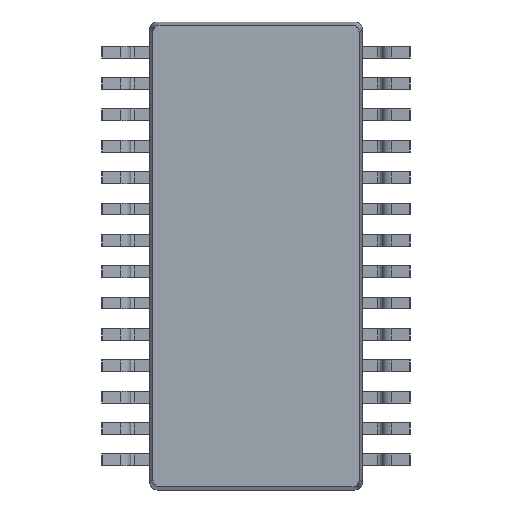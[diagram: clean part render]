
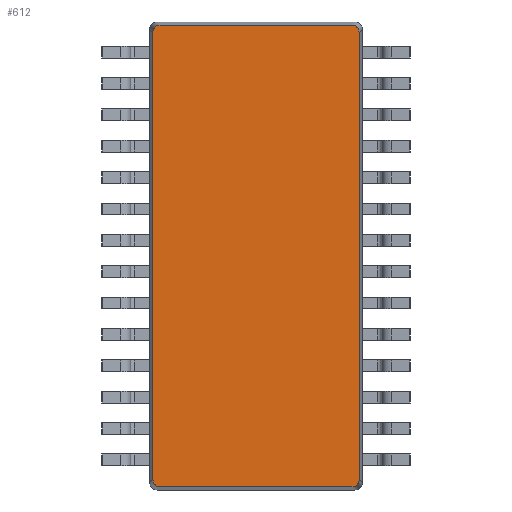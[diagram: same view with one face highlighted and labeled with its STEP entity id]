
A CAD part, front view. The second image highlights one B-rep face of the part: STEP entity #612.
In plain terms, the highlighted planar face has unit normal (0, -1, 0).
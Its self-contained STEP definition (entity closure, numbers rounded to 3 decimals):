
#33 = EDGE_CURVE ( 'NONE', #9729, #7332, #8716, .T. ) ;
#289 = ORIENTED_EDGE ( 'NONE', *, *, #4151, .T. ) ;
#587 = DIRECTION ( 'NONE',  ( 0., 0., -1. ) ) ;
#612 = ADVANCED_FACE ( 'NONE', ( #9165 ), #10119, .T. ) ;
#667 = CARTESIAN_POINT ( 'NONE',  ( -2.136, 0.15, 4.725 ) ) ;
#905 = VERTEX_POINT ( 'NONE', #3451 ) ;
#907 = CARTESIAN_POINT ( 'NONE',  ( 0., 0.15, 0. ) ) ;
#1372 = CARTESIAN_POINT ( 'NONE',  ( -1.988, 0.15, -4.786 ) ) ;
#1563 = CARTESIAN_POINT ( 'NONE',  ( 0., 0.15, -4.786 ) ) ;
#2401 = CARTESIAN_POINT ( 'NONE',  ( -1.988, 0.15, 4.786 ) ) ;
#2481 = EDGE_CURVE ( 'NONE', #905, #10247, #2692, .T. ) ;
#2550 = CARTESIAN_POINT ( 'NONE',  ( -1.988, 0.15, 4.786 ) ) ;
#2692 = LINE ( 'NONE', #1563, #10981 ) ;
#3060 = DIRECTION ( 'NONE',  ( 0., -1., 0. ) ) ;
#3275 = ORIENTED_EDGE ( 'NONE', *, *, #4848, .T. ) ;
#3310 = VERTEX_POINT ( 'NONE', #6474 ) ;
#3451 = CARTESIAN_POINT ( 'NONE',  ( -1.988, 0.15, -4.786 ) ) ;
#3543 = CARTESIAN_POINT ( 'NONE',  ( -2.136, 0.15, 0. ) ) ;
#3675 = DIRECTION ( 'NONE',  ( -1., 0., 0. ) ) ;
#3712 = EDGE_CURVE ( 'NONE', #7853, #10158, #10425, .T. ) ;
#4151 = EDGE_CURVE ( 'NONE', #7332, #10098, #12704, .T. ) ;
#4228 = VECTOR ( 'NONE', #587, 1000. ) ;
#4301 = EDGE_LOOP ( 'NONE', ( #9389, #9105, #11720, #8446, #289, #3275, #9541, #7543 ) ) ;
#4340 = CARTESIAN_POINT ( 'NONE',  ( -2.136, 0.15, -4.638 ) ) ;
#4427 = VECTOR ( 'NONE', #3675, 1000. ) ;
#4510 =( BOUNDED_CURVE ( )  B_SPLINE_CURVE ( 3, ( #13020, #6890, #8977, #5877 ),
 .UNSPECIFIED., .F., .F. ) 
 B_SPLINE_CURVE_WITH_KNOTS ( ( 4, 4 ),
 ( 2.366, 3.917 ),
 .UNSPECIFIED. ) 
 CURVE ( )  GEOMETRIC_REPRESENTATION_ITEM ( )  RATIONAL_B_SPLINE_CURVE ( ( 1., 0.809, 0.809, 1. ) ) 
 REPRESENTATION_ITEM ( '' )  );
#4848 = EDGE_CURVE ( 'NONE', #10098, #905, #13204, .T. ) ;
#5013 = CARTESIAN_POINT ( 'NONE',  ( 2.136, 0.15, -4.638 ) ) ;
#5071 = CARTESIAN_POINT ( 'NONE',  ( 2.136, 0.15, 4.638 ) ) ;
#5442 = CARTESIAN_POINT ( 'NONE',  ( -2.075, 0.15, -4.786 ) ) ;
#5877 = CARTESIAN_POINT ( 'NONE',  ( 2.136, 0.15, -4.638 ) ) ;
#6312 = CARTESIAN_POINT ( 'NONE',  ( 2.136, 0.15, 0. ) ) ;
#6474 = CARTESIAN_POINT ( 'NONE',  ( 1.988, 0.15, 4.786 ) ) ;
#6608 = CARTESIAN_POINT ( 'NONE',  ( -2.136, 0.15, 4.638 ) ) ;
#6727 = EDGE_CURVE ( 'NONE', #10158, #3310, #6909, .T. ) ;
#6890 = CARTESIAN_POINT ( 'NONE',  ( 2.075, 0.15, -4.786 ) ) ;
#6900 = CARTESIAN_POINT ( 'NONE',  ( -2.075, 0.15, 4.786 ) ) ;
#6909 =( BOUNDED_CURVE ( )  B_SPLINE_CURVE ( 3, ( #5071, #8300, #7163, #9316 ),
 .UNSPECIFIED., .F., .T. ) 
 B_SPLINE_CURVE_WITH_KNOTS ( ( 4, 4 ),
 ( 2.366, 3.917 ),
 .UNSPECIFIED. ) 
 CURVE ( )  GEOMETRIC_REPRESENTATION_ITEM ( )  RATIONAL_B_SPLINE_CURVE ( ( 1., 0.809, 0.809, 1. ) ) 
 REPRESENTATION_ITEM ( '' )  );
#7147 = AXIS2_PLACEMENT_3D ( 'NONE', #907, #3060, #11254 ) ;
#7163 = CARTESIAN_POINT ( 'NONE',  ( 2.075, 0.15, 4.786 ) ) ;
#7332 = VERTEX_POINT ( 'NONE', #6608 ) ;
#7543 = ORIENTED_EDGE ( 'NONE', *, *, #10696, .T. ) ;
#7627 = CARTESIAN_POINT ( 'NONE',  ( 0., 0.15, 4.786 ) ) ;
#7673 = CARTESIAN_POINT ( 'NONE',  ( -2.136, 0.15, -4.638 ) ) ;
#7848 = DIRECTION ( 'NONE',  ( 0., 0., 1. ) ) ;
#7853 = VERTEX_POINT ( 'NONE', #5013 ) ;
#8300 = CARTESIAN_POINT ( 'NONE',  ( 2.136, 0.15, 4.725 ) ) ;
#8446 = ORIENTED_EDGE ( 'NONE', *, *, #33, .T. ) ;
#8579 = LINE ( 'NONE', #7627, #4427 ) ;
#8716 =( BOUNDED_CURVE ( )  B_SPLINE_CURVE ( 3, ( #2550, #6900, #667, #12028 ),
 .UNSPECIFIED., .F., .T. ) 
 B_SPLINE_CURVE_WITH_KNOTS ( ( 4, 4 ),
 ( 5.507, 7.059 ),
 .UNSPECIFIED. ) 
 CURVE ( )  GEOMETRIC_REPRESENTATION_ITEM ( )  RATIONAL_B_SPLINE_CURVE ( ( 1., 0.809, 0.809, 1. ) ) 
 REPRESENTATION_ITEM ( '' )  );
#8977 = CARTESIAN_POINT ( 'NONE',  ( 2.136, 0.15, -4.725 ) ) ;
#9105 = ORIENTED_EDGE ( 'NONE', *, *, #6727, .T. ) ;
#9165 = FACE_OUTER_BOUND ( 'NONE', #4301, .T. ) ;
#9316 = CARTESIAN_POINT ( 'NONE',  ( 1.988, 0.15, 4.786 ) ) ;
#9389 = ORIENTED_EDGE ( 'NONE', *, *, #3712, .T. ) ;
#9541 = ORIENTED_EDGE ( 'NONE', *, *, #2481, .T. ) ;
#9692 = CARTESIAN_POINT ( 'NONE',  ( -2.136, 0.15, -4.725 ) ) ;
#9729 = VERTEX_POINT ( 'NONE', #2401 ) ;
#9792 = CARTESIAN_POINT ( 'NONE',  ( 2.136, 0.15, 4.638 ) ) ;
#10098 = VERTEX_POINT ( 'NONE', #4340 ) ;
#10119 = PLANE ( 'NONE',  #7147 ) ;
#10158 = VERTEX_POINT ( 'NONE', #9792 ) ;
#10247 = VERTEX_POINT ( 'NONE', #11156 ) ;
#10425 = LINE ( 'NONE', #6312, #11954 ) ;
#10696 = EDGE_CURVE ( 'NONE', #10247, #7853, #4510, .T. ) ;
#10981 = VECTOR ( 'NONE', #12780, 1000. ) ;
#11156 = CARTESIAN_POINT ( 'NONE',  ( 1.988, 0.15, -4.786 ) ) ;
#11254 = DIRECTION ( 'NONE',  ( 0., 0., -1. ) ) ;
#11720 = ORIENTED_EDGE ( 'NONE', *, *, #11769, .T. ) ;
#11769 = EDGE_CURVE ( 'NONE', #3310, #9729, #8579, .T. ) ;
#11954 = VECTOR ( 'NONE', #7848, 1000. ) ;
#12028 = CARTESIAN_POINT ( 'NONE',  ( -2.136, 0.15, 4.638 ) ) ;
#12704 = LINE ( 'NONE', #3543, #4228 ) ;
#12780 = DIRECTION ( 'NONE',  ( 1., 0., 0. ) ) ;
#13020 = CARTESIAN_POINT ( 'NONE',  ( 1.988, 0.15, -4.786 ) ) ;
#13204 =( BOUNDED_CURVE ( )  B_SPLINE_CURVE ( 3, ( #7673, #9692, #5442, #1372 ),
 .UNSPECIFIED., .F., .T. ) 
 B_SPLINE_CURVE_WITH_KNOTS ( ( 4, 4 ),
 ( 5.507, 7.059 ),
 .UNSPECIFIED. ) 
 CURVE ( )  GEOMETRIC_REPRESENTATION_ITEM ( )  RATIONAL_B_SPLINE_CURVE ( ( 1., 0.809, 0.809, 1. ) ) 
 REPRESENTATION_ITEM ( '' )  );
